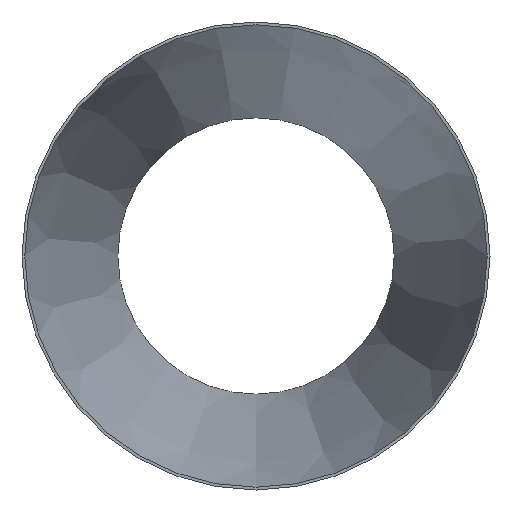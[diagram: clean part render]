
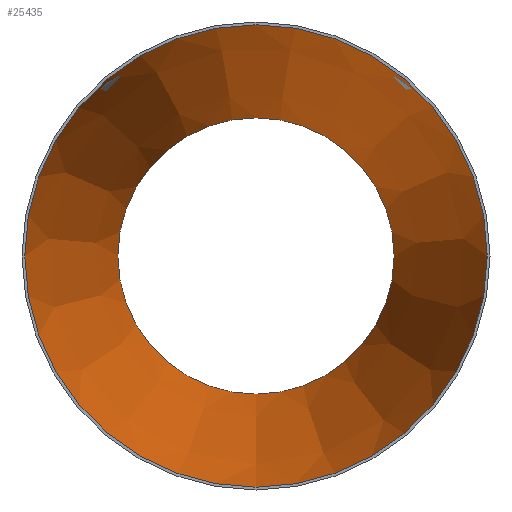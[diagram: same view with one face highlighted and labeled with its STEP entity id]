
A CAD part, front view. The second image highlights one B-rep face of the part: STEP entity #25435.
In plain terms, the highlighted conical face has half-angle 11.245 degrees and reference radius 250.941 mm.
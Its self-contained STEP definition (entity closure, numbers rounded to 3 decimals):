
#1666 = AXIS2_PLACEMENT_3D ( 'NONE', #18179, #34858, #51259 ) ;
#2064 = DIRECTION ( 'NONE',  ( 0., 0., -1. ) ) ;
#5820 = CARTESIAN_POINT ( 'NONE',  ( 0., 0., 0. ) ) ;
#9384 = CARTESIAN_POINT ( 'NONE',  ( 0., 508., 0. ) ) ;
#9825 = EDGE_LOOP ( 'NONE', ( #44246 ) ) ;
#9873 = FACE_BOUND ( 'NONE', #9825, .T. ) ;
#11492 = CONICAL_SURFACE ( 'NONE', #33843, 250.941, 0.196 ) ;
#18179 = CARTESIAN_POINT ( 'NONE',  ( 0., 0., 0. ) ) ;
#18399 = AXIS2_PLACEMENT_3D ( 'NONE', #9384, #34141, #33617 ) ;
#22581 = EDGE_CURVE ( 'NONE', #31266, #31266, #41600, .T. ) ;
#24869 = CIRCLE ( 'NONE', #1666, 250.941 ) ;
#25435 = ADVANCED_FACE ( 'NONE', ( #9873, #26293 ), #11492, .F. ) ;
#26293 = FACE_OUTER_BOUND ( 'NONE', #41420, .T. ) ;
#26997 = CARTESIAN_POINT ( 'NONE',  ( 0., 0., -250.941 ) ) ;
#31266 = VERTEX_POINT ( 'NONE', #31533 ) ;
#31533 = CARTESIAN_POINT ( 'NONE',  ( 0., 508., -149.941 ) ) ;
#33617 = DIRECTION ( 'NONE',  ( 0., 0., -1. ) ) ;
#33843 = AXIS2_PLACEMENT_3D ( 'NONE', #5820, #34622, #2064 ) ;
#34141 = DIRECTION ( 'NONE',  ( 0., -1., 0. ) ) ;
#34622 = DIRECTION ( 'NONE',  ( 0., -1., 0. ) ) ;
#34858 = DIRECTION ( 'NONE',  ( 0., -1., 0. ) ) ;
#37245 = EDGE_CURVE ( 'NONE', #47956, #47956, #24869, .T. ) ;
#39764 = ORIENTED_EDGE ( 'NONE', *, *, #37245, .T. ) ;
#41420 = EDGE_LOOP ( 'NONE', ( #39764 ) ) ;
#41600 = CIRCLE ( 'NONE', #18399, 149.941 ) ;
#44246 = ORIENTED_EDGE ( 'NONE', *, *, #22581, .F. ) ;
#47956 = VERTEX_POINT ( 'NONE', #26997 ) ;
#51259 = DIRECTION ( 'NONE',  ( 0., 0., -1. ) ) ;
